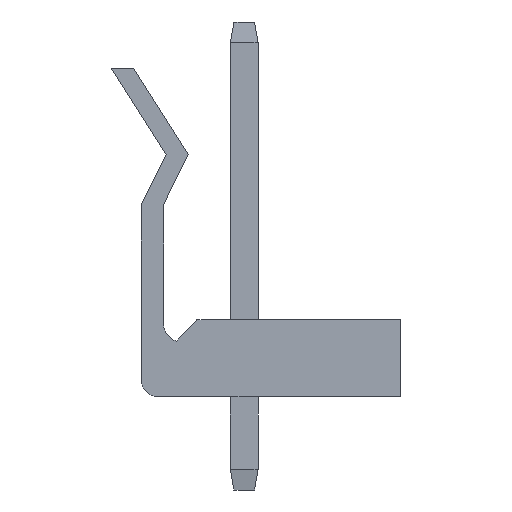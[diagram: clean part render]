
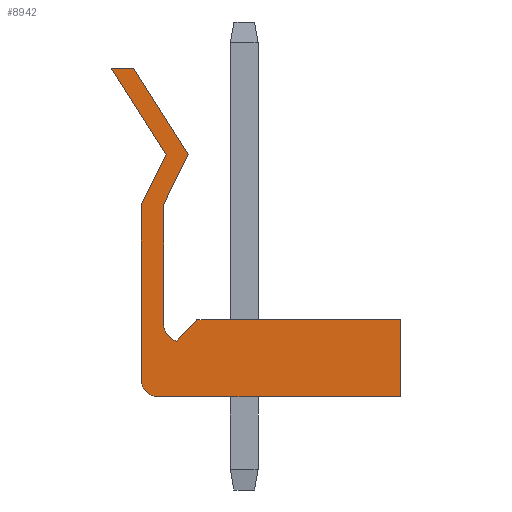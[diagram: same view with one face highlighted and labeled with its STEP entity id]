
A CAD part, left-side view. The second image highlights one B-rep face of the part: STEP entity #8942.
In plain terms, the highlighted planar face has unit normal (-1, 0, 0).
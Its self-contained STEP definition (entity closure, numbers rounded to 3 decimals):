
#352=CIRCLE('',#9365,0.635);
#353=CIRCLE('',#9366,0.635);
#643=ORIENTED_EDGE('',*,*,#2349,.T.);
#644=ORIENTED_EDGE('',*,*,#2350,.T.);
#645=ORIENTED_EDGE('',*,*,#2290,.T.);
#646=ORIENTED_EDGE('',*,*,#2351,.T.);
#647=ORIENTED_EDGE('',*,*,#2336,.T.);
#648=ORIENTED_EDGE('',*,*,#2352,.T.);
#649=ORIENTED_EDGE('',*,*,#2353,.T.);
#650=ORIENTED_EDGE('',*,*,#2354,.T.);
#651=ORIENTED_EDGE('',*,*,#2355,.T.);
#652=ORIENTED_EDGE('',*,*,#2356,.T.);
#653=ORIENTED_EDGE('',*,*,#2357,.T.);
#654=ORIENTED_EDGE('',*,*,#2358,.T.);
#655=ORIENTED_EDGE('',*,*,#2359,.T.);
#2290=EDGE_CURVE('',#3160,#3161,#3772,.T.);
#2336=EDGE_CURVE('',#3207,#3206,#3818,.T.);
#2349=EDGE_CURVE('',#3217,#3218,#3829,.T.);
#2350=EDGE_CURVE('',#3218,#3160,#352,.T.);
#2351=EDGE_CURVE('',#3161,#3207,#3830,.T.);
#2352=EDGE_CURVE('',#3206,#3219,#3831,.T.);
#2353=EDGE_CURVE('',#3219,#3220,#353,.F.);
#2354=EDGE_CURVE('',#3220,#3221,#3832,.T.);
#2355=EDGE_CURVE('',#3221,#3222,#3833,.T.);
#2356=EDGE_CURVE('',#3222,#3223,#3834,.T.);
#2357=EDGE_CURVE('',#3223,#3224,#3835,.T.);
#2358=EDGE_CURVE('',#3224,#3225,#3836,.T.);
#2359=EDGE_CURVE('',#3225,#3217,#3837,.T.);
#3160=VERTEX_POINT('',#11305);
#3161=VERTEX_POINT('',#11306);
#3206=VERTEX_POINT('',#11397);
#3207=VERTEX_POINT('',#11399);
#3217=VERTEX_POINT('',#11424);
#3218=VERTEX_POINT('',#11425);
#3219=VERTEX_POINT('',#11429);
#3220=VERTEX_POINT('',#11431);
#3221=VERTEX_POINT('',#11433);
#3222=VERTEX_POINT('',#11435);
#3223=VERTEX_POINT('',#11437);
#3224=VERTEX_POINT('',#11439);
#3225=VERTEX_POINT('',#11441);
#3772=LINE('',#11304,#4404);
#3818=LINE('',#11398,#4450);
#3829=LINE('',#11423,#4461);
#3830=LINE('',#11427,#4462);
#3831=LINE('',#11428,#4463);
#3832=LINE('',#11432,#4464);
#3833=LINE('',#11434,#4465);
#3834=LINE('',#11436,#4466);
#3835=LINE('',#11438,#4467);
#3836=LINE('',#11440,#4468);
#3837=LINE('',#11442,#4469);
#4404=VECTOR('',#9894,1000.);
#4450=VECTOR('',#9942,1000.);
#4461=VECTOR('',#9961,1000.);
#4462=VECTOR('',#9964,1000.);
#4463=VECTOR('',#9965,1000.);
#4464=VECTOR('',#9968,1000.);
#4465=VECTOR('',#9969,1000.);
#4466=VECTOR('',#9970,1000.);
#4467=VECTOR('',#9971,1000.);
#4468=VECTOR('',#9972,1000.);
#4469=VECTOR('',#9973,1000.);
#4974=EDGE_LOOP('',(#643,#644,#645,#646,#647,#648,#649,#650,#651,#652,#653,
#654,#655));
#5412=FACE_BOUND('',#4974,.T.);
#5823=PLANE('',#9364);
#8942=ADVANCED_FACE('',(#5412),#5823,.T.);
#9364=AXIS2_PLACEMENT_3D('',#11422,#9959,#9960);
#9365=AXIS2_PLACEMENT_3D('',#11426,#9962,#9963);
#9366=AXIS2_PLACEMENT_3D('',#11430,#9966,#9967);
#9894=DIRECTION('',(0.,-1.,0.));
#9942=DIRECTION('',(0.,1.,0.));
#9959=DIRECTION('',(-1.,0.,0.));
#9960=DIRECTION('',(0.,0.,1.));
#9961=DIRECTION('',(0.,0.,-1.));
#9962=DIRECTION('',(-1.,0.,0.));
#9963=DIRECTION('',(0.,0.,1.));
#9964=DIRECTION('',(0.,0.,1.));
#9965=DIRECTION('',(0.,0.693,-0.721));
#9966=DIRECTION('',(-1.,0.,0.));
#9967=DIRECTION('',(0.,0.,1.));
#9968=DIRECTION('',(0.,0.,1.));
#9969=DIRECTION('',(0.,-0.443,0.896));
#9970=DIRECTION('',(0.,0.536,0.844));
#9971=DIRECTION('',(0.,1.,0.));
#9972=DIRECTION('',(0.,-0.536,-0.844));
#9973=DIRECTION('',(0.,0.443,-0.896));
#11304=CARTESIAN_POINT('',(-17.618,-5.715,0.));
#11305=CARTESIAN_POINT('',(-17.618,3.124,0.));
#11306=CARTESIAN_POINT('',(-17.618,-5.715,0.));
#11397=CARTESIAN_POINT('',(-17.618,1.725,2.819));
#11398=CARTESIAN_POINT('',(-17.618,-5.715,2.819));
#11399=CARTESIAN_POINT('',(-17.618,-5.715,2.819));
#11422=CARTESIAN_POINT('',(-17.618,0.,0.));
#11423=CARTESIAN_POINT('',(-17.618,3.759,0.));
#11424=CARTESIAN_POINT('',(-17.618,3.759,7.01));
#11425=CARTESIAN_POINT('',(-17.618,3.759,0.635));
#11426=CARTESIAN_POINT('',(-17.618,3.124,0.635));
#11427=CARTESIAN_POINT('',(-17.618,-5.715,2.819));
#11428=CARTESIAN_POINT('',(-17.618,1.725,2.819));
#11429=CARTESIAN_POINT('',(-17.618,2.476,2.038));
#11430=CARTESIAN_POINT('',(-17.618,2.311,2.651));
#11431=CARTESIAN_POINT('',(-17.618,2.946,2.651));
#11432=CARTESIAN_POINT('',(-17.618,2.946,2.819));
#11433=CARTESIAN_POINT('',(-17.618,2.946,7.01));
#11434=CARTESIAN_POINT('',(-17.618,2.946,7.01));
#11435=CARTESIAN_POINT('',(-17.618,2.042,8.84));
#11436=CARTESIAN_POINT('',(-17.618,2.042,8.84));
#11437=CARTESIAN_POINT('',(-17.618,4.041,11.989));
#11438=CARTESIAN_POINT('',(-17.618,4.853,11.989));
#11439=CARTESIAN_POINT('',(-17.618,4.853,11.989));
#11440=CARTESIAN_POINT('',(-17.618,2.854,8.84));
#11441=CARTESIAN_POINT('',(-17.618,2.854,8.84));
#11442=CARTESIAN_POINT('',(-17.618,3.759,7.01));
